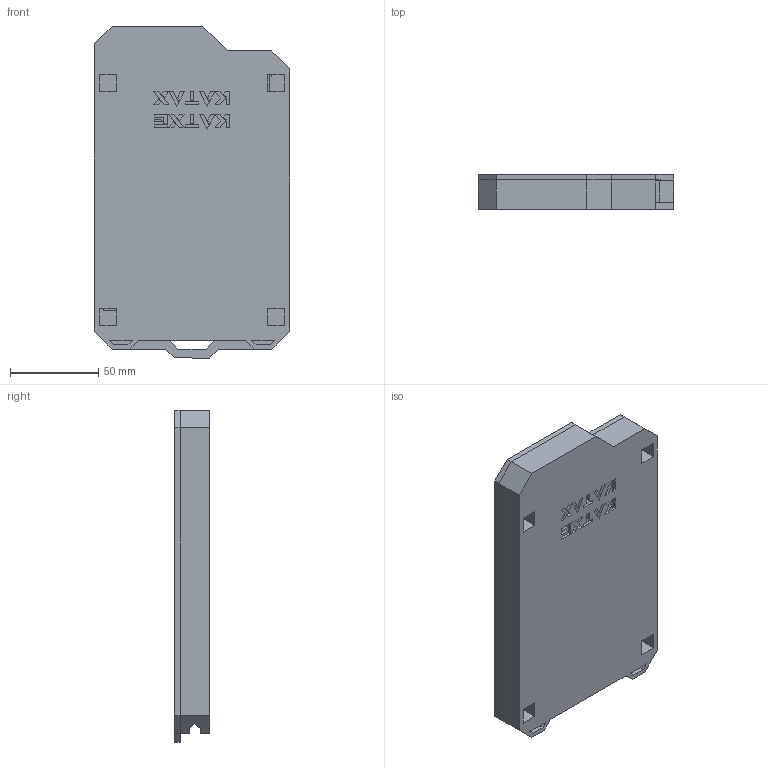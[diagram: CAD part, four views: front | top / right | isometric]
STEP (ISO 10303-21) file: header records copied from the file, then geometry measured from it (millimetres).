
FILE_DESCRIPTION(/* description */ (''),/* implementation_level */ '2;1');
FILE_NAME(/* name */ 'Conbadge2_Electro_Bugaloo.stp',/* time_stamp */ '2021-12-08T14:27:22-08:00',/* author */ ('mtkts'),/* organization */ (''),/* preprocessor_version */ 'ST-DEVELOPER v18',/* originating_system */ 'Autodesk Inventor 2020',/* authorisation */ '');
FILE_SCHEMA (('AUTOMOTIVE_DESIGN { 1 0 10303 214 3 1 1 }'));
Products named in the file (9): Conbadge2_Electro_Bugaloo; E-Paper Display; Screen_Spacers; Screen_Spacers_MIR; Acrylic Panel; Charger_Port; Battery; BMS; Covering
Assembly tree (10 placements, depth 2):
  Conbadge2_Electro_Bugaloo
    E-Paper Display
    Screen_Spacers  x2
    Screen_Spacers_MIR  x2
    Acrylic Panel
    Charger_Port
    Battery
    BMS
    Covering
Bounding box: 110.44 x 19.68 x 187.94 mm (x, y, z)
Volume: 198551.3 mm3; surface area: 137623.1 mm2
Topology: 11 solids, 11 shells, 449 faces, 1286 edges, 855 vertices
Faces by surface type: plane 434, cylinder 15
Full cylindrical faces by diameter (mm): 3 x4, 3.5 x2, 5 x4, 6 x4
Entity records: 14674 total; most frequent: CARTESIAN_POINT 2542, ORIENTED_EDGE 2508, DIRECTION 2198, EDGE_CURVE 1254, LINE 1220, VECTOR 1220, VERTEX_POINT 833, EDGE_LOOP 564
